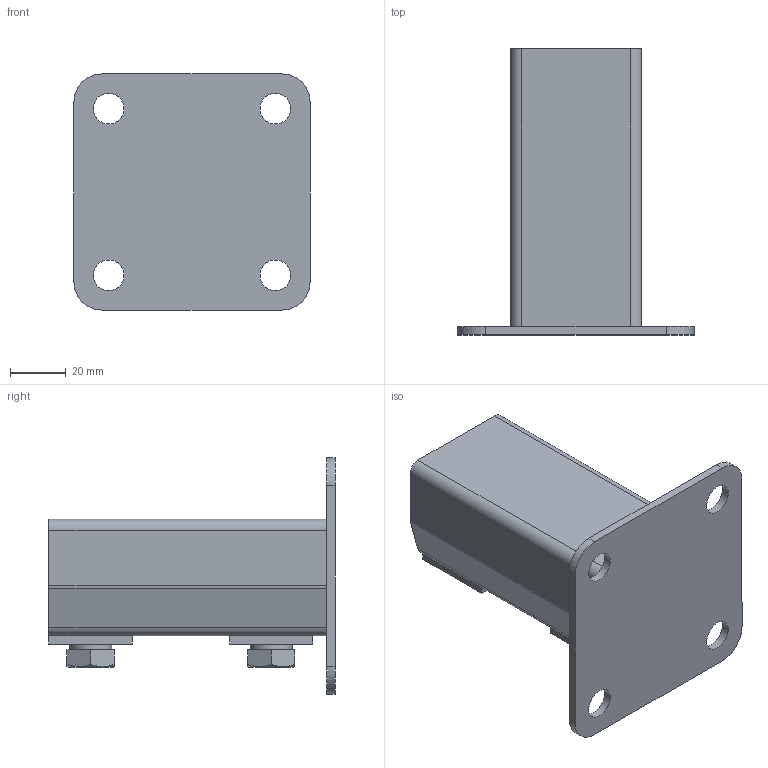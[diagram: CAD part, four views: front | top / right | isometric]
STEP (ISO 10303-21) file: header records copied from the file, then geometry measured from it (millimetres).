
FILE_DESCRIPTION(('STEP AP203'), '1');
FILE_NAME('ÐË257.RC35 Äåðæàòåëü çàêëàäíîé', '', ('UNSPECIFIED'), ('UNSPECIFIED'), 'ASCON STEP Converter 1.3', 'ASCON Math Kernel', '');
FILE_SCHEMA(('CONFIG_CONTROL_DESIGN'));
Length unit declared in the file: millimetre
Products named in the file (1): 257.RC35
Bounding box: 85 x 103 x 85 mm (x, y, z)
Volume: 82837.1 mm3; surface area: 52442.8 mm2
Topology: 1 solids, 1 shells, 244 faces, 650 edges, 418 vertices
Faces by surface type: plane 151, cylinder 87, cone 4, torus 2
Full cylindrical faces by diameter (mm): 10 x4, 11 x6
Entity records: 10031 total; most frequent: CARTESIAN_POINT 1889, DIRECTION 1286, ORIENTED_EDGE 1268, EDGE_CURVE 634, AXIS2_PLACEMENT_3D 431, LINE 424, VECTOR 424, VERTEX_POINT 418
